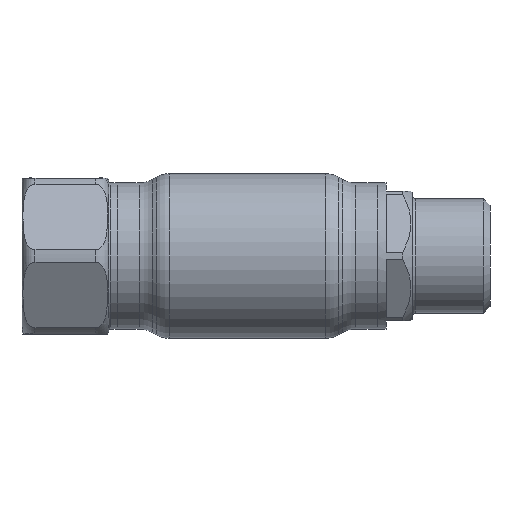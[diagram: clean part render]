
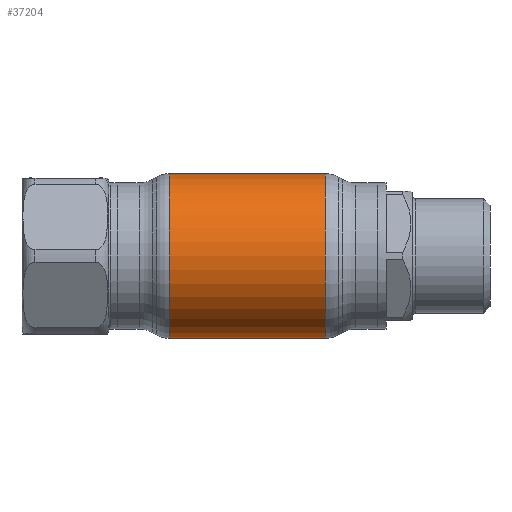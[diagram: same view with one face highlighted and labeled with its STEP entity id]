
A CAD part, front view. The second image highlights one B-rep face of the part: STEP entity #37204.
In plain terms, the highlighted cylindrical face has radius 19 mm (diameter 38 mm), a partial arc.
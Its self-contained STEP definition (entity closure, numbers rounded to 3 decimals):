
#1520 = LINE ( 'NONE', #6511, #14565 ) ;
#4236 = DIRECTION ( 'NONE',  ( -1., 0., 0. ) ) ;
#6511 = CARTESIAN_POINT ( 'NONE',  ( -62.69, 0., 19. ) ) ;
#6912 = DIRECTION ( 'NONE',  ( 0., 0., 1. ) ) ;
#7398 = ORIENTED_EDGE ( 'NONE', *, *, #48541, .F. ) ;
#13456 = CARTESIAN_POINT ( 'NONE',  ( -18.035, 0., -19. ) ) ;
#13509 = AXIS2_PLACEMENT_3D ( 'NONE', #57661, #56810, #17196 ) ;
#14565 = VECTOR ( 'NONE', #37324, 1000. ) ;
#17196 = DIRECTION ( 'NONE',  ( 0., 0., 1. ) ) ;
#18004 = CARTESIAN_POINT ( 'NONE',  ( -62.69, 0., -19. ) ) ;
#19069 = VECTOR ( 'NONE', #4236, 1000. ) ;
#20971 = FACE_OUTER_BOUND ( 'NONE', #37791, .T. ) ;
#20976 = CIRCLE ( 'NONE', #13509, 19. ) ;
#21570 = LINE ( 'NONE', #18004, #19069 ) ;
#22454 = VERTEX_POINT ( 'NONE', #30206 ) ;
#22600 = ORIENTED_EDGE ( 'NONE', *, *, #31894, .F. ) ;
#24706 = EDGE_CURVE ( 'NONE', #39085, #22454, #1520, .T. ) ;
#25679 = CARTESIAN_POINT ( 'NONE',  ( -62.69, 0., 0. ) ) ;
#27623 = CARTESIAN_POINT ( 'NONE',  ( 18.035, 0., 19. ) ) ;
#30063 = CYLINDRICAL_SURFACE ( 'NONE', #38075, 19. ) ;
#30206 = CARTESIAN_POINT ( 'NONE',  ( -18.035, 0., 19. ) ) ;
#31894 = EDGE_CURVE ( 'NONE', #39368, #22454, #20976, .T. ) ;
#34525 = ORIENTED_EDGE ( 'NONE', *, *, #24706, .T. ) ;
#37204 = ADVANCED_FACE ( 'NONE', ( #20971 ), #30063, .T. ) ;
#37324 = DIRECTION ( 'NONE',  ( -1., 0., 0. ) ) ;
#37791 = EDGE_LOOP ( 'NONE', ( #7398, #56743, #34525, #22600 ) ) ;
#38075 = AXIS2_PLACEMENT_3D ( 'NONE', #25679, #48227, #43834 ) ;
#39085 = VERTEX_POINT ( 'NONE', #27623 ) ;
#39368 = VERTEX_POINT ( 'NONE', #13456 ) ;
#43834 = DIRECTION ( 'NONE',  ( 0., 0., 1. ) ) ;
#45004 = VERTEX_POINT ( 'NONE', #53123 ) ;
#47079 = DIRECTION ( 'NONE',  ( -1., 0., 0. ) ) ;
#48227 = DIRECTION ( 'NONE',  ( -1., 0., 0. ) ) ;
#48541 = EDGE_CURVE ( 'NONE', #45004, #39368, #21570, .T. ) ;
#52012 = EDGE_CURVE ( 'NONE', #45004, #39085, #52148, .T. ) ;
#52148 = CIRCLE ( 'NONE', #57772, 19. ) ;
#53123 = CARTESIAN_POINT ( 'NONE',  ( 18.035, 0., -19. ) ) ;
#56479 = CARTESIAN_POINT ( 'NONE',  ( 18.035, 0., 0. ) ) ;
#56743 = ORIENTED_EDGE ( 'NONE', *, *, #52012, .T. ) ;
#56810 = DIRECTION ( 'NONE',  ( -1., 0., 0. ) ) ;
#57661 = CARTESIAN_POINT ( 'NONE',  ( -18.035, 0., 0. ) ) ;
#57772 = AXIS2_PLACEMENT_3D ( 'NONE', #56479, #47079, #6912 ) ;
